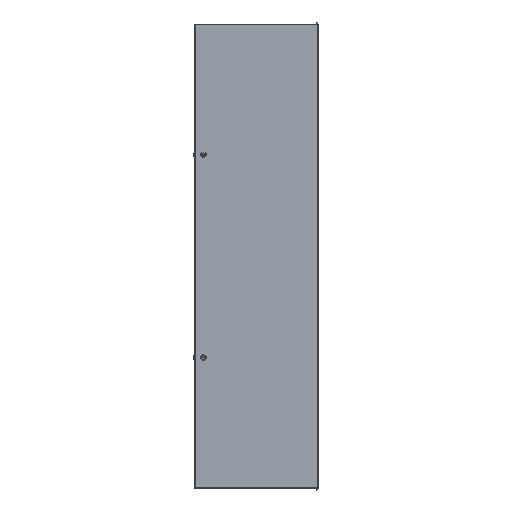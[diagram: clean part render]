
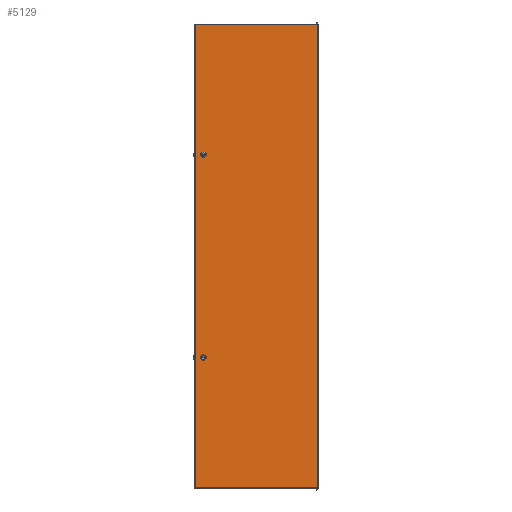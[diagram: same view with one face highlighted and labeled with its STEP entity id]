
A CAD part, top view. The second image highlights one B-rep face of the part: STEP entity #5129.
In plain terms, the highlighted planar face has unit normal (0, 0, 1).
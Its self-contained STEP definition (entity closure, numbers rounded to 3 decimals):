
#40 = CARTESIAN_POINT ( 'NONE',  ( -228.407, 420.067, 9.598 ) ) ;
#88 = ORIENTED_EDGE ( 'NONE', *, *, #12456, .T. ) ;
#99 = DIRECTION ( 'NONE',  ( 1., 0., 0. ) ) ;
#322 = ORIENTED_EDGE ( 'NONE', *, *, #3335, .T. ) ;
#349 = CARTESIAN_POINT ( 'NONE',  ( -220.407, 414.944, 9.598 ) ) ;
#563 = VERTEX_POINT ( 'NONE', #10359 ) ;
#698 = EDGE_CURVE ( 'NONE', #2582, #3417, #8179, .T. ) ;
#882 = CARTESIAN_POINT ( 'NONE',  ( -253.407, -951.056, 9.598 ) ) ;
#1265 = FACE_BOUND ( 'NONE', #2265, .T. ) ;
#1484 = DIRECTION ( 'NONE',  ( 0., 0., 1. ) ) ;
#2058 = ORIENTED_EDGE ( 'NONE', *, *, #7260, .F. ) ;
#2165 = VECTOR ( 'NONE', #12467, 1000. ) ;
#2265 = EDGE_LOOP ( 'NONE', ( #14498, #15569, #16600, #322 ) ) ;
#2287 = CARTESIAN_POINT ( 'NONE',  ( -228.407, 409.82, 9.598 ) ) ;
#2399 = FACE_BOUND ( 'NONE', #8136, .T. ) ;
#2565 = FACE_OUTER_BOUND ( 'NONE', #9554, .T. ) ;
#2577 = LINE ( 'NONE', #7965, #14894 ) ;
#2582 = VERTEX_POINT ( 'NONE', #15425 ) ;
#2625 = LINE ( 'NONE', #7672, #12413 ) ;
#2781 = CARTESIAN_POINT ( 'NONE',  ( -212.407, -411.933, 9.598 ) ) ;
#2804 = VECTOR ( 'NONE', #15324, 1000. ) ;
#3016 = VECTOR ( 'NONE', #9660, 1000. ) ;
#3298 = DIRECTION ( 'NONE',  ( 1., 0., 0. ) ) ;
#3316 = EDGE_CURVE ( 'NONE', #3959, #10813, #8470, .T. ) ;
#3335 = EDGE_CURVE ( 'NONE', #15467, #15463, #16263, .T. ) ;
#3417 = VERTEX_POINT ( 'NONE', #11127 ) ;
#3486 = EDGE_CURVE ( 'NONE', #10813, #4453, #12777, .T. ) ;
#3528 = EDGE_CURVE ( 'NONE', #15481, #3959, #2577, .T. ) ;
#3912 = CARTESIAN_POINT ( 'NONE',  ( -212.407, 409.82, 9.598 ) ) ;
#3959 = VERTEX_POINT ( 'NONE', #15625 ) ;
#4345 = DIRECTION ( 'NONE',  ( 0., 0., -1. ) ) ;
#4435 = ORIENTED_EDGE ( 'NONE', *, *, #698, .T. ) ;
#4453 = VERTEX_POINT ( 'NONE', #2287 ) ;
#4488 = EDGE_CURVE ( 'NONE', #15463, #563, #2625, .T. ) ;
#4511 = CARTESIAN_POINT ( 'NONE',  ( -220.407, -417.056, 9.598 ) ) ;
#4514 = ORIENTED_EDGE ( 'NONE', *, *, #3528, .F. ) ;
#4599 = AXIS2_PLACEMENT_3D ( 'NONE', #16636, #13684, #12368 ) ;
#5017 = VECTOR ( 'NONE', #10445, 1000. ) ;
#5129 = ADVANCED_FACE ( 'NONE', ( #2399, #2565, #1265 ), #6648, .T. ) ;
#5703 = CIRCLE ( 'NONE', #4599, 9.5 ) ;
#5727 = ORIENTED_EDGE ( 'NONE', *, *, #11860, .T. ) ;
#6234 = DIRECTION ( 'NONE',  ( 0., -1., 0. ) ) ;
#6529 = LINE ( 'NONE', #15677, #5017 ) ;
#6648 = PLANE ( 'NONE',  #10306 ) ;
#6815 = VECTOR ( 'NONE', #6234, 1000. ) ;
#7216 = CARTESIAN_POINT ( 'NONE',  ( -228.407, -422.18, 9.598 ) ) ;
#7260 = EDGE_CURVE ( 'NONE', #4453, #15481, #8807, .T. ) ;
#7672 = CARTESIAN_POINT ( 'NONE',  ( -212.407, -422.18, 9.598 ) ) ;
#7832 = CARTESIAN_POINT ( 'NONE',  ( -228.407, -422.18, 9.598 ) ) ;
#7965 = CARTESIAN_POINT ( 'NONE',  ( -212.407, 420.067, 9.598 ) ) ;
#8043 = VECTOR ( 'NONE', #8327, 1000. ) ;
#8136 = EDGE_LOOP ( 'NONE', ( #11916, #4514, #2058, #11359 ) ) ;
#8179 = LINE ( 'NONE', #11146, #3016 ) ;
#8198 = AXIS2_PLACEMENT_3D ( 'NONE', #4511, #4345, #9639 ) ;
#8277 = CARTESIAN_POINT ( 'NONE',  ( -253.407, 949.732, 9.598 ) ) ;
#8327 = DIRECTION ( 'NONE',  ( 0., 1., 0. ) ) ;
#8340 = VERTEX_POINT ( 'NONE', #7832 ) ;
#8470 = CIRCLE ( 'NONE', #14592, 9.5 ) ;
#8613 = EDGE_CURVE ( 'NONE', #563, #8340, #5703, .T. ) ;
#8807 = CIRCLE ( 'NONE', #13265, 9.5 ) ;
#9554 = EDGE_LOOP ( 'NONE', ( #11960, #88, #5727, #4435 ) ) ;
#9639 = DIRECTION ( 'NONE',  ( 1., 0., 0. ) ) ;
#9660 = DIRECTION ( 'NONE',  ( -1., 0., 0. ) ) ;
#9791 = LINE ( 'NONE', #9970, #8043 ) ;
#9799 = DIRECTION ( 'NONE',  ( 0., 0., 1. ) ) ;
#9970 = CARTESIAN_POINT ( 'NONE',  ( 248.593, -951.844, 9.598 ) ) ;
#10306 = AXIS2_PLACEMENT_3D ( 'NONE', #12053, #10569, #15981 ) ;
#10323 = CARTESIAN_POINT ( 'NONE',  ( -228.407, 420.067, 9.598 ) ) ;
#10359 = CARTESIAN_POINT ( 'NONE',  ( -212.407, -422.18, 9.598 ) ) ;
#10445 = DIRECTION ( 'NONE',  ( 1., 0., 0. ) ) ;
#10460 = DIRECTION ( 'NONE',  ( 0., -1., 0. ) ) ;
#10569 = DIRECTION ( 'NONE',  ( 0., 0., 1. ) ) ;
#10813 = VERTEX_POINT ( 'NONE', #40 ) ;
#11127 = CARTESIAN_POINT ( 'NONE',  ( -253.407, 948.944, 9.598 ) ) ;
#11146 = CARTESIAN_POINT ( 'NONE',  ( 249.38, 948.944, 9.598 ) ) ;
#11359 = ORIENTED_EDGE ( 'NONE', *, *, #3486, .F. ) ;
#11730 = DIRECTION ( 'NONE',  ( 0., 1., 0. ) ) ;
#11860 = EDGE_CURVE ( 'NONE', #14260, #2582, #9791, .T. ) ;
#11916 = ORIENTED_EDGE ( 'NONE', *, *, #3316, .F. ) ;
#11960 = ORIENTED_EDGE ( 'NONE', *, *, #15226, .T. ) ;
#12053 = CARTESIAN_POINT ( 'NONE',  ( -2.407, -1.056, 9.598 ) ) ;
#12284 = CARTESIAN_POINT ( 'NONE',  ( -220.407, 414.944, 9.598 ) ) ;
#12368 = DIRECTION ( 'NONE',  ( 1., 0., 0. ) ) ;
#12413 = VECTOR ( 'NONE', #10460, 1000. ) ;
#12456 = EDGE_CURVE ( 'NONE', #16483, #14260, #6529, .T. ) ;
#12467 = DIRECTION ( 'NONE',  ( 0., -1., 0. ) ) ;
#12634 = LINE ( 'NONE', #8277, #2165 ) ;
#12711 = EDGE_CURVE ( 'NONE', #8340, #15467, #16630, .T. ) ;
#12777 = LINE ( 'NONE', #10323, #6815 ) ;
#13265 = AXIS2_PLACEMENT_3D ( 'NONE', #12284, #1484, #99 ) ;
#13684 = DIRECTION ( 'NONE',  ( 0., 0., -1. ) ) ;
#14260 = VERTEX_POINT ( 'NONE', #16693 ) ;
#14498 = ORIENTED_EDGE ( 'NONE', *, *, #4488, .T. ) ;
#14592 = AXIS2_PLACEMENT_3D ( 'NONE', #349, #9799, #3298 ) ;
#14894 = VECTOR ( 'NONE', #11730, 1000. ) ;
#15226 = EDGE_CURVE ( 'NONE', #3417, #16483, #12634, .T. ) ;
#15324 = DIRECTION ( 'NONE',  ( 0., 1., 0. ) ) ;
#15425 = CARTESIAN_POINT ( 'NONE',  ( 248.593, 948.944, 9.598 ) ) ;
#15463 = VERTEX_POINT ( 'NONE', #2781 ) ;
#15467 = VERTEX_POINT ( 'NONE', #16109 ) ;
#15481 = VERTEX_POINT ( 'NONE', #3912 ) ;
#15569 = ORIENTED_EDGE ( 'NONE', *, *, #8613, .T. ) ;
#15625 = CARTESIAN_POINT ( 'NONE',  ( -212.407, 420.067, 9.598 ) ) ;
#15677 = CARTESIAN_POINT ( 'NONE',  ( -254.195, -951.056, 9.598 ) ) ;
#15981 = DIRECTION ( 'NONE',  ( 1., 0., 0. ) ) ;
#16109 = CARTESIAN_POINT ( 'NONE',  ( -228.407, -411.933, 9.598 ) ) ;
#16263 = CIRCLE ( 'NONE', #8198, 9.5 ) ;
#16483 = VERTEX_POINT ( 'NONE', #882 ) ;
#16600 = ORIENTED_EDGE ( 'NONE', *, *, #12711, .T. ) ;
#16630 = LINE ( 'NONE', #7216, #2804 ) ;
#16636 = CARTESIAN_POINT ( 'NONE',  ( -220.407, -417.056, 9.598 ) ) ;
#16693 = CARTESIAN_POINT ( 'NONE',  ( 248.593, -951.056, 9.598 ) ) ;
